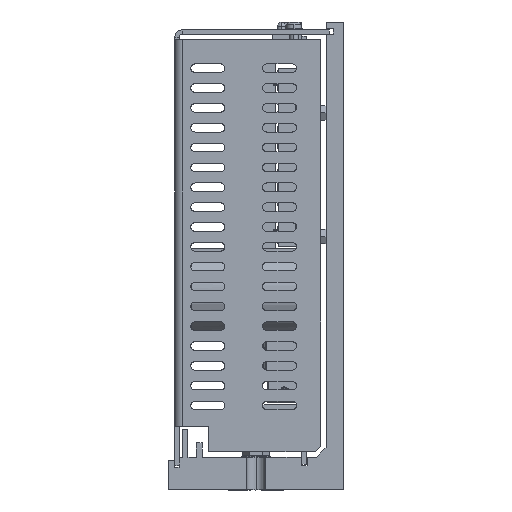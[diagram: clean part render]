
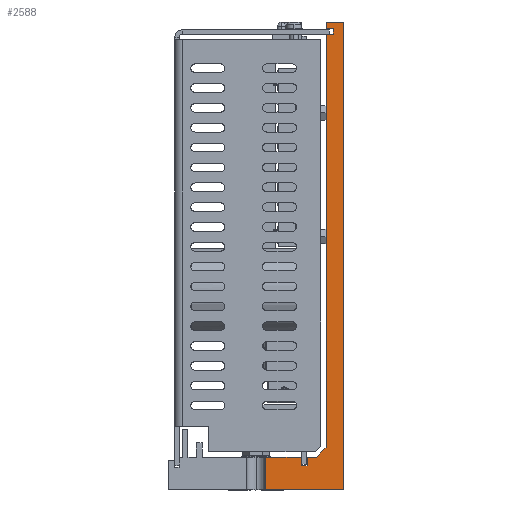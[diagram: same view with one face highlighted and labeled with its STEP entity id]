
A CAD part, left-side view. The second image highlights one B-rep face of the part: STEP entity #2588.
In plain terms, the highlighted free-form (B-spline) face has degree [1, 1] with [2, 2] control points.
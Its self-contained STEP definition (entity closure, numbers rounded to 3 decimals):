
#1606 = VERTEX_POINT('',#1607);
#1607 = CARTESIAN_POINT('',(-107.913,-22.212,
    -60.701));
#1612 = EDGE_CURVE('',#1613,#1606,#1615,.T.);
#1613 = VERTEX_POINT('',#1614);
#1614 = CARTESIAN_POINT('',(-107.913,-22.212,
    70.413));
#1615 = B_SPLINE_CURVE_WITH_KNOTS('',1,(#1616,#1617),.UNSPECIFIED.,.F.,
  .F.,(2,2),(-149.3,-3.5),.PIECEWISE_BEZIER_KNOTS.);
#1616 = CARTESIAN_POINT('',(-107.913,-22.212,
    70.413));
#1617 = CARTESIAN_POINT('',(-107.913,-22.212,
    -60.701));
#2052 = VERTEX_POINT('',#2053);
#2053 = CARTESIAN_POINT('',(-107.913,-27.878,
    -74.19));
#2058 = EDGE_CURVE('',#2052,#2059,#2061,.T.);
#2059 = VERTEX_POINT('',#2060);
#2060 = CARTESIAN_POINT('',(-107.913,-3.013,
    -74.19));
#2061 = B_SPLINE_CURVE_WITH_KNOTS('',1,(#2062,#2063),.UNSPECIFIED.,.F.,
  .F.,(2,2),(0.,27.65),.PIECEWISE_BEZIER_KNOTS.);
#2062 = CARTESIAN_POINT('',(-107.913,-27.878,
    -74.19));
#2063 = CARTESIAN_POINT('',(-107.913,-3.013,
    -74.19));
#2136 = VERTEX_POINT('',#2137);
#2137 = CARTESIAN_POINT('',(-107.913,-22.212,
    74.19));
#2142 = EDGE_CURVE('',#2136,#2143,#2145,.T.);
#2143 = VERTEX_POINT('',#2144);
#2144 = CARTESIAN_POINT('',(-107.913,-27.878,
    74.19));
#2145 = B_SPLINE_CURVE_WITH_KNOTS('',1,(#2146,#2147),.UNSPECIFIED.,.F.,
  .F.,(2,2),(-6.3,-0.),.PIECEWISE_BEZIER_KNOTS.);
#2146 = CARTESIAN_POINT('',(-107.913,-22.212,
    74.19));
#2147 = CARTESIAN_POINT('',(-107.913,-27.878,
    74.19));
#2448 = EDGE_CURVE('',#2143,#2052,#2449,.T.);
#2449 = B_SPLINE_CURVE_WITH_KNOTS('',1,(#2450,#2451),.UNSPECIFIED.,.F.,
  .F.,(2,2),(0.,165.),.PIECEWISE_BEZIER_KNOTS.);
#2450 = CARTESIAN_POINT('',(-107.913,-27.878,
    74.19));
#2451 = CARTESIAN_POINT('',(-107.913,-27.878,
    -74.19));
#2588 = ADVANCED_FACE('',(#2589),#2668,.T.);
#2589 = FACE_BOUND('',#2590,.T.);
#2590 = EDGE_LOOP('',(#2591,#2598,#2599,#2600,#2601,#2608,#2615,#2622,
    #2627,#2628,#2635,#2642,#2649,#2656,#2663));
#2591 = ORIENTED_EDGE('',*,*,#2592,.F.);
#2592 = EDGE_CURVE('',#2059,#2593,#2595,.T.);
#2593 = VERTEX_POINT('',#2594);
#2594 = CARTESIAN_POINT('',(-107.913,-3.013,
    -63.849));
#2595 = B_SPLINE_CURVE_WITH_KNOTS('',1,(#2596,#2597),.UNSPECIFIED.,.F.,
  .F.,(2,2),(0.,11.5),.PIECEWISE_BEZIER_KNOTS.);
#2596 = CARTESIAN_POINT('',(-107.913,-3.013,
    -74.19));
#2597 = CARTESIAN_POINT('',(-107.913,-3.013,
    -63.849));
#2598 = ORIENTED_EDGE('',*,*,#2058,.F.);
#2599 = ORIENTED_EDGE('',*,*,#2448,.F.);
#2600 = ORIENTED_EDGE('',*,*,#2142,.F.);
#2601 = ORIENTED_EDGE('',*,*,#2602,.T.);
#2602 = EDGE_CURVE('',#2136,#2603,#2605,.T.);
#2603 = VERTEX_POINT('',#2604);
#2604 = CARTESIAN_POINT('',(-107.913,-22.212,
    72.212));
#2605 = B_SPLINE_CURVE_WITH_KNOTS('',1,(#2606,#2607),.UNSPECIFIED.,.F.,
  .F.,(2,2),(-2.2,0.),.PIECEWISE_BEZIER_KNOTS.);
#2606 = CARTESIAN_POINT('',(-107.913,-22.212,
    74.19));
#2607 = CARTESIAN_POINT('',(-107.913,-22.212,
    72.212));
#2608 = ORIENTED_EDGE('',*,*,#2609,.T.);
#2609 = EDGE_CURVE('',#2603,#2610,#2612,.T.);
#2610 = VERTEX_POINT('',#2611);
#2611 = CARTESIAN_POINT('',(-107.913,-24.46,
    72.212));
#2612 = B_SPLINE_CURVE_WITH_KNOTS('',1,(#2613,#2614),.UNSPECIFIED.,.F.,
  .F.,(2,2),(0.,2.5),.PIECEWISE_BEZIER_KNOTS.);
#2613 = CARTESIAN_POINT('',(-107.913,-22.212,
    72.212));
#2614 = CARTESIAN_POINT('',(-107.913,-24.46,
    72.212));
#2615 = ORIENTED_EDGE('',*,*,#2616,.T.);
#2616 = EDGE_CURVE('',#2610,#2617,#2619,.T.);
#2617 = VERTEX_POINT('',#2618);
#2618 = CARTESIAN_POINT('',(-107.913,-24.46,
    70.413));
#2619 = B_SPLINE_CURVE_WITH_KNOTS('',1,(#2620,#2621),.UNSPECIFIED.,.F.,
  .F.,(2,2),(0.,2.),.PIECEWISE_BEZIER_KNOTS.);
#2620 = CARTESIAN_POINT('',(-107.913,-24.46,
    72.212));
#2621 = CARTESIAN_POINT('',(-107.913,-24.46,
    70.413));
#2622 = ORIENTED_EDGE('',*,*,#2623,.T.);
#2623 = EDGE_CURVE('',#2617,#1613,#2624,.T.);
#2624 = B_SPLINE_CURVE_WITH_KNOTS('',1,(#2625,#2626),.UNSPECIFIED.,.F.,
  .F.,(2,2),(0.,2.5),.PIECEWISE_BEZIER_KNOTS.);
#2625 = CARTESIAN_POINT('',(-107.913,-24.46,
    70.413));
#2626 = CARTESIAN_POINT('',(-107.913,-22.212,
    70.413));
#2627 = ORIENTED_EDGE('',*,*,#1612,.T.);
#2628 = ORIENTED_EDGE('',*,*,#2629,.T.);
#2629 = EDGE_CURVE('',#1606,#2630,#2632,.T.);
#2630 = VERTEX_POINT('',#2631);
#2631 = CARTESIAN_POINT('',(-107.913,-19.065,
    -63.849));
#2632 = B_SPLINE_CURVE_WITH_KNOTS('',1,(#2633,#2634),.UNSPECIFIED.,.F.,
  .F.,(2,2),(-4.95,0.),.PIECEWISE_BEZIER_KNOTS.);
#2633 = CARTESIAN_POINT('',(-107.913,-22.212,
    -60.701));
#2634 = CARTESIAN_POINT('',(-107.913,-19.065,
    -63.849));
#2635 = ORIENTED_EDGE('',*,*,#2636,.T.);
#2636 = EDGE_CURVE('',#2630,#2637,#2639,.T.);
#2637 = VERTEX_POINT('',#2638);
#2638 = CARTESIAN_POINT('',(-107.913,-16.187,
    -63.849));
#2639 = B_SPLINE_CURVE_WITH_KNOTS('',1,(#2640,#2641),.UNSPECIFIED.,.F.,
  .F.,(2,2),(-3.2,0.),.PIECEWISE_BEZIER_KNOTS.);
#2640 = CARTESIAN_POINT('',(-107.913,-19.065,
    -63.849));
#2641 = CARTESIAN_POINT('',(-107.913,-16.187,
    -63.849));
#2642 = ORIENTED_EDGE('',*,*,#2643,.T.);
#2643 = EDGE_CURVE('',#2637,#2644,#2646,.T.);
#2644 = VERTEX_POINT('',#2645);
#2645 = CARTESIAN_POINT('',(-107.913,-16.187,
    -66.546));
#2646 = B_SPLINE_CURVE_WITH_KNOTS('',1,(#2647,#2648),.UNSPECIFIED.,.F.,
  .F.,(2,2),(-3.,-0.),.PIECEWISE_BEZIER_KNOTS.);
#2647 = CARTESIAN_POINT('',(-107.913,-16.187,
    -63.849));
#2648 = CARTESIAN_POINT('',(-107.913,-16.187,
    -66.546));
#2649 = ORIENTED_EDGE('',*,*,#2650,.T.);
#2650 = EDGE_CURVE('',#2644,#2651,#2653,.T.);
#2651 = VERTEX_POINT('',#2652);
#2652 = CARTESIAN_POINT('',(-107.913,-14.388,
    -66.546));
#2653 = B_SPLINE_CURVE_WITH_KNOTS('',1,(#2654,#2655),.UNSPECIFIED.,.F.,
  .F.,(2,2),(-2.,0.),.PIECEWISE_BEZIER_KNOTS.);
#2654 = CARTESIAN_POINT('',(-107.913,-16.187,
    -66.546));
#2655 = CARTESIAN_POINT('',(-107.913,-14.388,
    -66.546));
#2656 = ORIENTED_EDGE('',*,*,#2657,.T.);
#2657 = EDGE_CURVE('',#2651,#2658,#2660,.T.);
#2658 = VERTEX_POINT('',#2659);
#2659 = CARTESIAN_POINT('',(-107.913,-14.388,
    -63.849));
#2660 = B_SPLINE_CURVE_WITH_KNOTS('',1,(#2661,#2662),.UNSPECIFIED.,.F.,
  .F.,(2,2),(-3.,0.),.PIECEWISE_BEZIER_KNOTS.);
#2661 = CARTESIAN_POINT('',(-107.913,-14.388,
    -66.546));
#2662 = CARTESIAN_POINT('',(-107.913,-14.388,
    -63.849));
#2663 = ORIENTED_EDGE('',*,*,#2664,.T.);
#2664 = EDGE_CURVE('',#2658,#2593,#2665,.T.);
#2665 = B_SPLINE_CURVE_WITH_KNOTS('',1,(#2666,#2667),.UNSPECIFIED.,.F.,
  .F.,(2,2),(-35.,-22.35),.PIECEWISE_BEZIER_KNOTS.);
#2666 = CARTESIAN_POINT('',(-107.913,-14.388,
    -63.849));
#2667 = CARTESIAN_POINT('',(-107.913,-3.013,
    -63.849));
#2668 = B_SPLINE_SURFACE_WITH_KNOTS('',1,1,(
    (#2669,#2670)
    ,(#2671,#2672
    )),.UNSPECIFIED.,.F.,.F.,.F.,(2,2),(2,2),(0.,165.),(-62.,-34.35),
  .PIECEWISE_BEZIER_KNOTS.);
#2669 = CARTESIAN_POINT('',(-107.913,-27.878,
    -74.19));
#2670 = CARTESIAN_POINT('',(-107.913,-3.013,
    -74.19));
#2671 = CARTESIAN_POINT('',(-107.913,-27.878,
    74.19));
#2672 = CARTESIAN_POINT('',(-107.913,-3.013,
    74.19));
